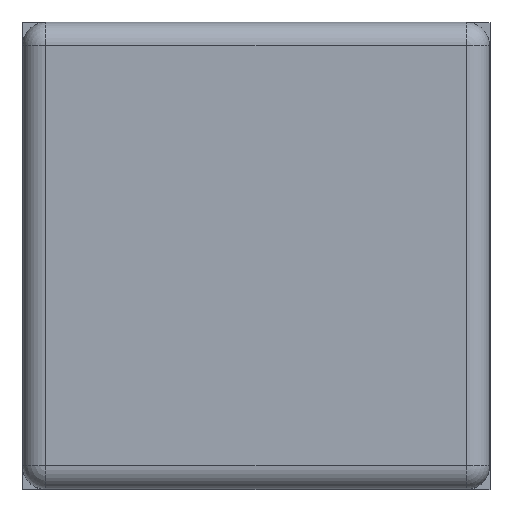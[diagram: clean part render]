
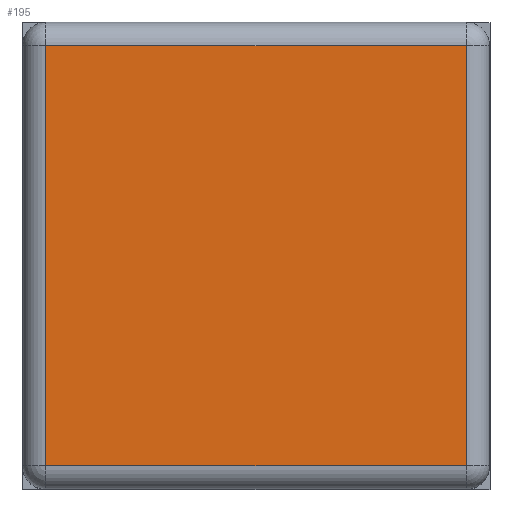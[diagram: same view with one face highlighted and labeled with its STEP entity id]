
A CAD part, top view. The second image highlights one B-rep face of the part: STEP entity #195.
In plain terms, the highlighted planar face has unit normal (0, 0, 1).
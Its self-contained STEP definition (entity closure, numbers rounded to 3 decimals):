
#13=DIRECTION('',(0.,0.,1.));
#46=VECTOR('',#47,1.);
#47=DIRECTION('',(0.,1.,0.));
#51=DIRECTION('',(1.,0.,0.));
#83=VERTEX_POINT('',#84);
#84=CARTESIAN_POINT('',(-3.6,-3.6,4.));
#89=EDGE_CURVE('',#83,#90,#92,.T.);
#90=VERTEX_POINT('',#91);
#91=CARTESIAN_POINT('',(-3.6,3.6,4.));
#92=LINE('',#84,#46);
#134=VECTOR('',#51,1.);
#167=VECTOR('',#168,1.);
#168=DIRECTION('',(-1.,-0.,-0.));
#195=ADVANCED_FACE('',(#196),#214,.T.);
#196=FACE_BOUND('',#197,.T.);
#197=EDGE_LOOP('',(#198,#199,#204,#211));
#198=ORIENTED_EDGE('',*,*,#89,.F.);
#199=ORIENTED_EDGE('',*,*,#200,.F.);
#200=EDGE_CURVE('',#201,#83,#203,.T.);
#201=VERTEX_POINT('',#202);
#202=CARTESIAN_POINT('',(3.6,-3.6,4.));
#203=LINE('',#202,#167);
#204=ORIENTED_EDGE('',*,*,#205,.F.);
#205=EDGE_CURVE('',#206,#201,#208,.T.);
#206=VERTEX_POINT('',#207);
#207=CARTESIAN_POINT('',(3.6,3.6,4.));
#208=LINE('',#207,#209);
#209=VECTOR('',#210,1.);
#210=DIRECTION('',(-0.,-1.,-0.));
#211=ORIENTED_EDGE('',*,*,#212,.F.);
#212=EDGE_CURVE('',#90,#206,#213,.T.);
#213=LINE('',#91,#134);
#214=PLANE('',#215);
#215=AXIS2_PLACEMENT_3D('',#216,#13,#51);
#216=CARTESIAN_POINT('',(-4.,-4.,4.));
